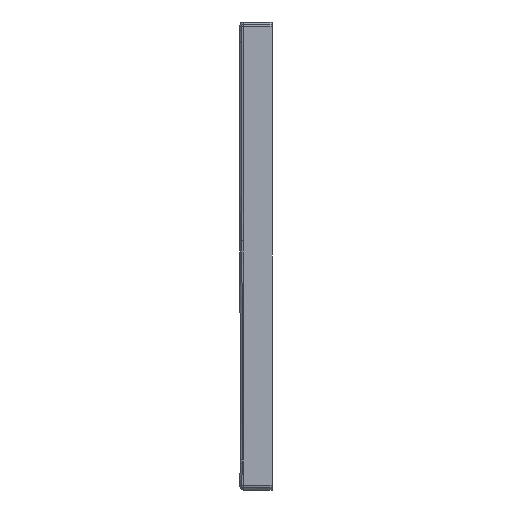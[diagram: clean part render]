
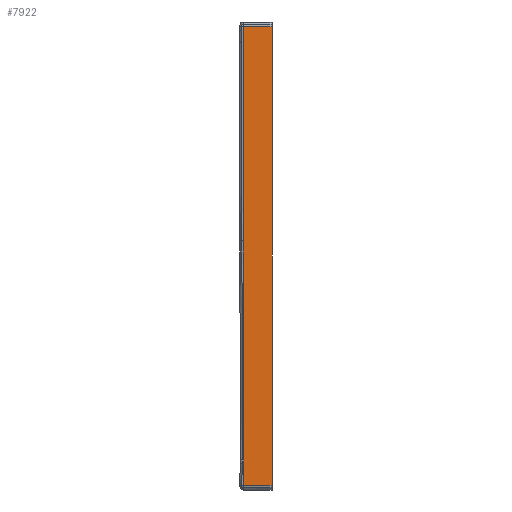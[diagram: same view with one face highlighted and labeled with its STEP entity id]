
A CAD part, left-side view. The second image highlights one B-rep face of the part: STEP entity #7922.
In plain terms, the highlighted planar face has unit normal (-1, 0, 0).
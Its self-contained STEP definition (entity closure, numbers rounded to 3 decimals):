
#1558=CARTESIAN_POINT('',(-850.,-5.107,45.));
#1559=CARTESIAN_POINT('',(-850.,-5.107,44.156));
#1560=CARTESIAN_POINT('',(-850.,-5.107,42.478));
#1561=CARTESIAN_POINT('',(-850.,-5.107,40.819));
#1562=CARTESIAN_POINT('',(-850.,-5.107,39.993));
#1564=CARTESIAN_POINT('',(-850.,-5.049,372.503));
#1565=CARTESIAN_POINT('',(-850.,-5.053,
353.198));
#1566=CARTESIAN_POINT('',(-850.,-5.063,
314.258));
#1567=CARTESIAN_POINT('',(-850.,-5.076,258.624));
#1568=CARTESIAN_POINT('',(-850.,-5.091,
194.469));
#1569=CARTESIAN_POINT('',(-850.,-5.103,
123.768));
#1570=CARTESIAN_POINT('',(-850.,-5.107,
72.012));
#1571=CARTESIAN_POINT('',(-850.,-5.107,45.));
#1573=CARTESIAN_POINT('',(-850.,-5.,693.));
#1574=CARTESIAN_POINT('',(-850.,-5.,686.041));
#1575=CARTESIAN_POINT('',(-850.,-5.,671.571));
#1576=CARTESIAN_POINT('',(-850.,-5.002,649.386));
#1577=CARTESIAN_POINT('',(-850.,-5.003,623.197));
#1578=CARTESIAN_POINT('',(-850.,-5.006,594.098));
#1579=CARTESIAN_POINT('',(-850.,-5.01,562.458));
#1580=CARTESIAN_POINT('',(-850.,-5.016,528.866));
#1581=CARTESIAN_POINT('',(-850.,-5.022,493.877));
#1582=CARTESIAN_POINT('',(-850.,-5.029,457.01));
#1583=CARTESIAN_POINT('',(-850.,-5.038,417.29));
#1584=CARTESIAN_POINT('',(-850.,-5.045,387.865));
#1585=CARTESIAN_POINT('',(-850.,-5.049,372.503));
#1587=DIRECTION('',(0.,-1.,0.));
#1588=VECTOR('',#1587,43.);
#1589=CARTESIAN_POINT('',(-850.,-5.,693.));
#1590=LINE('',#1589,#1588);
#1591=DIRECTION('',(0.,-1.,0.));
#1592=VECTOR('',#1591,42.981);
#1593=CARTESIAN_POINT('',(-850.,-5.019,7.));
#1594=LINE('',#1593,#1592);
#1595=CARTESIAN_POINT('',(-850.,-5.107,39.993));
#1596=CARTESIAN_POINT('',(-850.,-5.098,36.535));
#1597=CARTESIAN_POINT('',(-850.,-5.079,29.483));
#1598=CARTESIAN_POINT('',(-850.,-5.05,18.739));
#1599=CARTESIAN_POINT('',(-850.,-5.029,10.985));
#1600=CARTESIAN_POINT('',(-850.,-5.019,7.));
#2257=DIRECTION('',(0.,0.,1.));
#2258=VECTOR('',#2257,686.);
#2259=CARTESIAN_POINT('',(-850.,-48.,7.));
#2260=LINE('',#2259,#2258);
#4348=CARTESIAN_POINT('',(-850.,-48.,7.));
#4349=CARTESIAN_POINT('',(-850.,-48.,693.));
#4350=VERTEX_POINT('',#4348);
#4351=VERTEX_POINT('',#4349);
#4360=VERTEX_POINT('',#1558);
#4361=VERTEX_POINT('',#1562);
#4362=VERTEX_POINT('',#1564);
#4364=VERTEX_POINT('',#1573);
#4373=CARTESIAN_POINT('',(-850.,-5.019,7.));
#4374=VERTEX_POINT('',#4373);
#7903=CARTESIAN_POINT('',(-850.,0.,0.));
#7904=DIRECTION('',(-1.,0.,0.));
#7905=DIRECTION('',(0.,0.,1.));
#7906=AXIS2_PLACEMENT_3D('',#7903,#7904,#7905);
#7907=PLANE('',#7906);
#7908=ORIENTED_EDGE('',*,*,#7845,.F.);
#7909=ORIENTED_EDGE('',*,*,#7893,.F.);
#7911=ORIENTED_EDGE('',*,*,#7910,.F.);
#7913=ORIENTED_EDGE('',*,*,#7912,.T.);
#7915=ORIENTED_EDGE('',*,*,#7914,.F.);
#7917=ORIENTED_EDGE('',*,*,#7916,.F.);
#7919=ORIENTED_EDGE('',*,*,#7918,.F.);
#7920=EDGE_LOOP('',(#7908,#7909,#7911,#7913,#7915,#7917,#7919));
#7921=FACE_OUTER_BOUND('',#7920,.F.);
#7922=ADVANCED_FACE('',(#7921),#7907,.T.);
#1563=B_SPLINE_CURVE_WITH_KNOTS('',3,(#1558,#1559,#1560,#1561,#1562),
.UNSPECIFIED.,.F.,.F.,(4,1,4),(0.,0.5,1.),.UNSPECIFIED.);
#1572=B_SPLINE_CURVE_WITH_KNOTS('',3,(#1564,#1565,#1566,#1567,#1568,#1569,#1570,
#1571),.UNSPECIFIED.,.F.,.F.,(4,1,1,1,1,4),(0.,0.2,0.4,0.6,0.8,1.),
.UNSPECIFIED.);
#1586=B_SPLINE_CURVE_WITH_KNOTS('',3,(#1573,#1574,#1575,#1576,#1577,#1578,#1579,
#1580,#1581,#1582,#1583,#1584,#1585),.UNSPECIFIED.,.F.,.F.,(4,1,1,1,1,1,1,1,1,1,
4),(0.,0.1,0.2,0.3,0.4,0.5,0.6,0.7,0.8,0.9,1.),
.UNSPECIFIED.);
#1601=B_SPLINE_CURVE_WITH_KNOTS('',3,(#1595,#1596,#1597,#1598,#1599,#1600),
.UNSPECIFIED.,.F.,.F.,(4,1,1,4),(0.,0.333,0.667,1.),
.UNSPECIFIED.);
#7845=EDGE_CURVE('',#4360,#4361,#1563,.T.);
#7893=EDGE_CURVE('',#4362,#4360,#1572,.T.);
#7910=EDGE_CURVE('',#4364,#4362,#1586,.T.);
#7912=EDGE_CURVE('',#4364,#4351,#1590,.T.);
#7914=EDGE_CURVE('',#4350,#4351,#2260,.T.);
#7916=EDGE_CURVE('',#4374,#4350,#1594,.T.);
#7918=EDGE_CURVE('',#4361,#4374,#1601,.T.);
